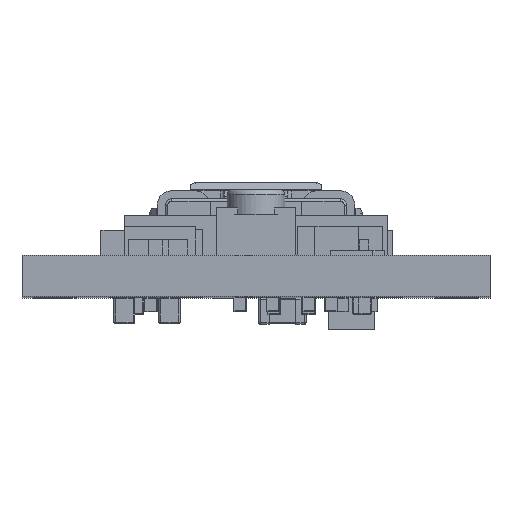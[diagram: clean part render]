
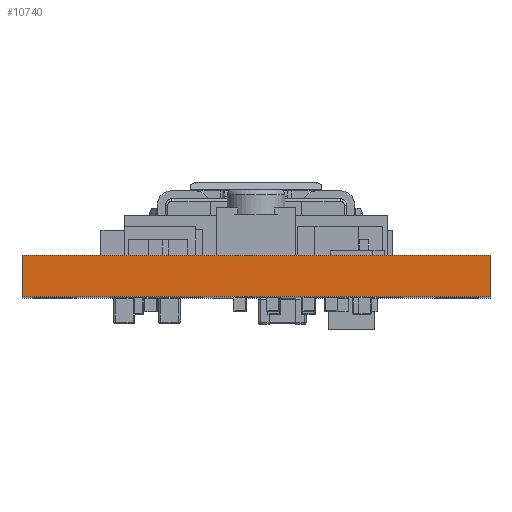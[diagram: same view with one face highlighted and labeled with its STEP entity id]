
A CAD part, top view. The second image highlights one B-rep face of the part: STEP entity #10740.
In plain terms, the highlighted planar face has unit normal (0, 0, 1).
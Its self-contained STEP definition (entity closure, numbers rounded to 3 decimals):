
#2343 = VERTEX_POINT ( 'NONE', #49562 ) ;
#2355 = CARTESIAN_POINT ( 'NONE',  ( -8.89, 1.57, 17.78 ) ) ;
#2485 = ORIENTED_EDGE ( 'NONE', *, *, #46071, .F. ) ;
#8385 = EDGE_CURVE ( 'NONE', #30531, #61552, #68482, .T. ) ;
#10740 = ADVANCED_FACE ( 'NONE', ( #12511 ), #37944, .F. ) ;
#12511 = FACE_OUTER_BOUND ( 'NONE', #37548, .T. ) ;
#13287 = DIRECTION ( 'NONE',  ( 1., 0., 0. ) ) ;
#14131 = CARTESIAN_POINT ( 'NONE',  ( -8.89, 1.57, 17.78 ) ) ;
#14661 = LINE ( 'NONE', #41026, #36503 ) ;
#15448 = ORIENTED_EDGE ( 'NONE', *, *, #58687, .T. ) ;
#18028 = CARTESIAN_POINT ( 'NONE',  ( 8.89, 1.57, 17.78 ) ) ;
#19791 = VERTEX_POINT ( 'NONE', #2355 ) ;
#20751 = ORIENTED_EDGE ( 'NONE', *, *, #8385, .T. ) ;
#21012 = VECTOR ( 'NONE', #45059, 1000. ) ;
#22216 = DIRECTION ( 'NONE',  ( 0., 0., -1. ) ) ;
#29630 = CARTESIAN_POINT ( 'NONE',  ( 8.89, 0., 17.78 ) ) ;
#30531 = VERTEX_POINT ( 'NONE', #36702 ) ;
#32447 = VECTOR ( 'NONE', #56683, 1000. ) ;
#32931 = LINE ( 'NONE', #14131, #48958 ) ;
#35477 = CARTESIAN_POINT ( 'NONE',  ( -8.89, 0., 17.78 ) ) ;
#36503 = VECTOR ( 'NONE', #13287, 1000. ) ;
#36702 = CARTESIAN_POINT ( 'NONE',  ( -8.89, 0., 17.78 ) ) ;
#37548 = EDGE_LOOP ( 'NONE', ( #20751, #46568, #2485, #15448 ) ) ;
#37944 = PLANE ( 'NONE',  #54194 ) ;
#41026 = CARTESIAN_POINT ( 'NONE',  ( -8.89, 1.57, 17.78 ) ) ;
#43141 = DIRECTION ( 'NONE',  ( -1., 0., 0. ) ) ;
#45059 = DIRECTION ( 'NONE',  ( 0., -1., 0. ) ) ;
#46071 = EDGE_CURVE ( 'NONE', #19791, #2343, #14661, .T. ) ;
#46568 = ORIENTED_EDGE ( 'NONE', *, *, #59705, .F. ) ;
#48958 = VECTOR ( 'NONE', #51518, 1000. ) ;
#49562 = CARTESIAN_POINT ( 'NONE',  ( 8.89, 1.57, 17.78 ) ) ;
#51518 = DIRECTION ( 'NONE',  ( 0., -1., 0. ) ) ;
#52984 = LINE ( 'NONE', #18028, #21012 ) ;
#54194 = AXIS2_PLACEMENT_3D ( 'NONE', #64886, #22216, #43141 ) ;
#56683 = DIRECTION ( 'NONE',  ( 1., 0., 0. ) ) ;
#58687 = EDGE_CURVE ( 'NONE', #19791, #30531, #32931, .T. ) ;
#59705 = EDGE_CURVE ( 'NONE', #2343, #61552, #52984, .T. ) ;
#61552 = VERTEX_POINT ( 'NONE', #29630 ) ;
#64886 = CARTESIAN_POINT ( 'NONE',  ( -8.89, 1.57, 17.78 ) ) ;
#68482 = LINE ( 'NONE', #35477, #32447 ) ;
